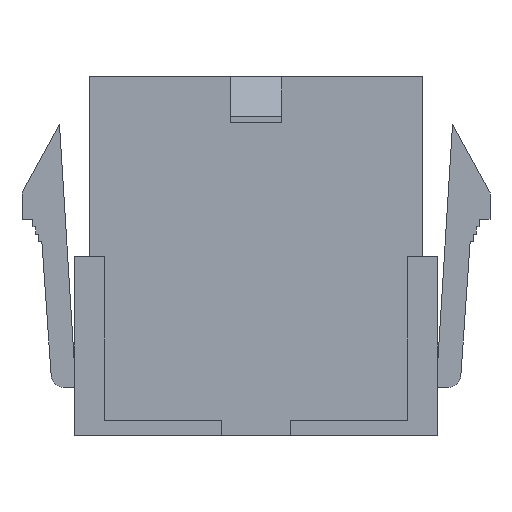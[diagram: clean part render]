
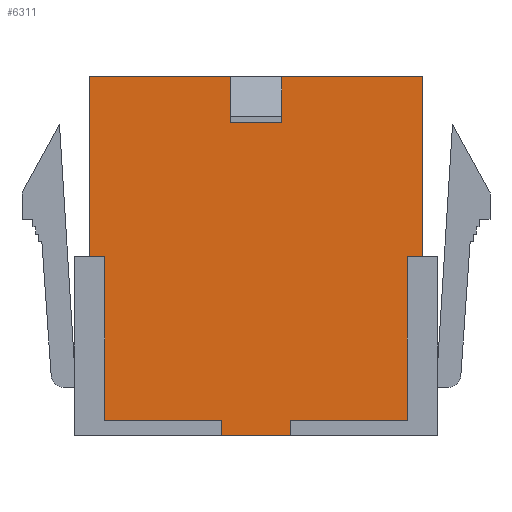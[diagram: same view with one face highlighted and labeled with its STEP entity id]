
A CAD part, front view. The second image highlights one B-rep face of the part: STEP entity #6311.
In plain terms, the highlighted planar face has unit normal (0, -1, 0).
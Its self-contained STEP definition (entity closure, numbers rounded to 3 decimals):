
#555=ORIENTED_EDGE('',*,*,#2317,.T.);
#556=ORIENTED_EDGE('',*,*,#2050,.T.);
#557=ORIENTED_EDGE('',*,*,#2304,.F.);
#558=ORIENTED_EDGE('',*,*,#2318,.T.);
#559=ORIENTED_EDGE('',*,*,#2319,.T.);
#560=ORIENTED_EDGE('',*,*,#2320,.F.);
#561=ORIENTED_EDGE('',*,*,#2321,.T.);
#562=ORIENTED_EDGE('',*,*,#2020,.F.);
#563=ORIENTED_EDGE('',*,*,#2322,.F.);
#564=ORIENTED_EDGE('',*,*,#2323,.T.);
#565=ORIENTED_EDGE('',*,*,#2316,.F.);
#566=ORIENTED_EDGE('',*,*,#2324,.F.);
#567=ORIENTED_EDGE('',*,*,#1936,.T.);
#568=ORIENTED_EDGE('',*,*,#2052,.T.);
#569=ORIENTED_EDGE('',*,*,#2325,.F.);
#570=ORIENTED_EDGE('',*,*,#2326,.F.);
#1936=EDGE_CURVE('',#2850,#2849,#3441,.T.);
#2020=EDGE_CURVE('',#2925,#2926,#3525,.T.);
#2050=EDGE_CURVE('',#2955,#2954,#3555,.T.);
#2052=EDGE_CURVE('',#2849,#2956,#3557,.T.);
#2304=EDGE_CURVE('',#3168,#2954,#3809,.T.);
#2316=EDGE_CURVE('',#3178,#3175,#3821,.T.);
#2317=EDGE_CURVE('',#3179,#2955,#3822,.T.);
#2318=EDGE_CURVE('',#3168,#3180,#3823,.T.);
#2319=EDGE_CURVE('',#3180,#3181,#3824,.T.);
#2320=EDGE_CURVE('',#3182,#3181,#3825,.T.);
#2321=EDGE_CURVE('',#3182,#2926,#3826,.T.);
#2322=EDGE_CURVE('',#3183,#2925,#3827,.T.);
#2323=EDGE_CURVE('',#3183,#3175,#3828,.T.);
#2324=EDGE_CURVE('',#2850,#3178,#3829,.T.);
#2325=EDGE_CURVE('',#3184,#2956,#3830,.T.);
#2326=EDGE_CURVE('',#3179,#3184,#3831,.T.);
#2849=VERTEX_POINT('',#8633);
#2850=VERTEX_POINT('',#8635);
#2925=VERTEX_POINT('',#8808);
#2926=VERTEX_POINT('',#8810);
#2954=VERTEX_POINT('',#8868);
#2955=VERTEX_POINT('',#8870);
#2956=VERTEX_POINT('',#8872);
#3168=VERTEX_POINT('',#9393);
#3175=VERTEX_POINT('',#9413);
#3178=VERTEX_POINT('',#9418);
#3179=VERTEX_POINT('',#9422);
#3180=VERTEX_POINT('',#9424);
#3181=VERTEX_POINT('',#9426);
#3182=VERTEX_POINT('',#9428);
#3183=VERTEX_POINT('',#9431);
#3184=VERTEX_POINT('',#9435);
#3441=LINE('',#8634,#4346);
#3525=LINE('',#8809,#4430);
#3555=LINE('',#8869,#4460);
#3557=LINE('',#8873,#4462);
#3809=LINE('',#9394,#4714);
#3821=LINE('',#9419,#4726);
#3822=LINE('',#9421,#4727);
#3823=LINE('',#9423,#4728);
#3824=LINE('',#9425,#4729);
#3825=LINE('',#9427,#4730);
#3826=LINE('',#9429,#4731);
#3827=LINE('',#9430,#4732);
#3828=LINE('',#9432,#4733);
#3829=LINE('',#9433,#4734);
#3830=LINE('',#9434,#4735);
#3831=LINE('',#9436,#4736);
#4346=VECTOR('',#6994,1000.);
#4430=VECTOR('',#7108,1000.);
#4460=VECTOR('',#7140,1000.);
#4462=VECTOR('',#7142,1000.);
#4714=VECTOR('',#7508,1000.);
#4726=VECTOR('',#7526,1000.);
#4727=VECTOR('',#7529,1000.);
#4728=VECTOR('',#7530,1000.);
#4729=VECTOR('',#7531,1000.);
#4730=VECTOR('',#7532,1000.);
#4731=VECTOR('',#7533,1000.);
#4732=VECTOR('',#7534,1000.);
#4733=VECTOR('',#7535,1000.);
#4734=VECTOR('',#7536,1000.);
#4735=VECTOR('',#7537,1000.);
#4736=VECTOR('',#7538,1000.);
#5302=EDGE_LOOP('',(#555,#556,#557,#558,#559,#560,#561,#562,#563,#564,#565,
#566,#567,#568,#569,#570));
#5649=FACE_BOUND('',#5302,.T.);
#5984=PLANE('',#6667);
#6311=ADVANCED_FACE('',(#5649),#5984,.T.);
#6667=AXIS2_PLACEMENT_3D('',#9420,#7527,#7528);
#6994=DIRECTION('',(0.,0.,1.));
#7108=DIRECTION('',(-1.,0.,0.));
#7140=DIRECTION('',(-1.,0.,0.));
#7142=DIRECTION('',(-1.,0.,0.));
#7508=DIRECTION('',(0.,0.,1.));
#7526=DIRECTION('',(0.,0.,-1.));
#7527=DIRECTION('',(0.,-1.,0.));
#7528=DIRECTION('',(0.,0.,-1.));
#7529=DIRECTION('',(0.,0.,1.));
#7530=DIRECTION('',(1.,0.,0.));
#7531=DIRECTION('',(0.,0.,-1.));
#7532=DIRECTION('',(-1.,0.,0.));
#7533=DIRECTION('',(0.,0.,-1.));
#7534=DIRECTION('',(0.,0.,-1.));
#7535=DIRECTION('',(1.,0.,0.));
#7536=DIRECTION('',(-1.,0.,0.));
#7537=DIRECTION('',(0.,0.,1.));
#7538=DIRECTION('',(1.,0.,0.));
#8633=CARTESIAN_POINT('',(11.1,-2.7,11.95));
#8634=CARTESIAN_POINT('',(11.1,-2.7,-11.95));
#8635=CARTESIAN_POINT('',(11.1,-2.7,-0.05));
#8808=CARTESIAN_POINT('',(2.3,-2.7,-11.95));
#8809=CARTESIAN_POINT('',(11.1,-2.7,-11.95));
#8810=CARTESIAN_POINT('',(-2.3,-2.7,-11.95));
#8868=CARTESIAN_POINT('',(-11.1,-2.7,11.95));
#8869=CARTESIAN_POINT('',(11.1,-2.7,11.95));
#8870=CARTESIAN_POINT('',(-1.7,-2.7,11.95));
#8872=CARTESIAN_POINT('',(1.7,-2.7,11.95));
#8873=CARTESIAN_POINT('',(11.1,-2.7,11.95));
#9393=CARTESIAN_POINT('',(-11.1,-2.7,-0.05));
#9394=CARTESIAN_POINT('',(-11.1,-2.7,-11.95));
#9413=CARTESIAN_POINT('',(10.1,-2.7,-10.95));
#9418=CARTESIAN_POINT('',(10.1,-2.7,-0.05));
#9419=CARTESIAN_POINT('',(10.1,-2.7,-0.05));
#9420=CARTESIAN_POINT('',(11.1,-2.7,-11.95));
#9421=CARTESIAN_POINT('',(-1.7,-2.7,8.9));
#9422=CARTESIAN_POINT('',(-1.7,-2.7,8.9));
#9423=CARTESIAN_POINT('',(-11.1,-2.7,-0.05));
#9424=CARTESIAN_POINT('',(-10.1,-2.7,-0.05));
#9425=CARTESIAN_POINT('',(-10.1,-2.7,-0.05));
#9426=CARTESIAN_POINT('',(-10.1,-2.7,-10.95));
#9427=CARTESIAN_POINT('',(-2.3,-2.7,-10.95));
#9428=CARTESIAN_POINT('',(-2.3,-2.7,-10.95));
#9429=CARTESIAN_POINT('',(-2.3,-2.7,-10.95));
#9430=CARTESIAN_POINT('',(2.3,-2.7,-10.95));
#9431=CARTESIAN_POINT('',(2.3,-2.7,-10.95));
#9432=CARTESIAN_POINT('',(2.3,-2.7,-10.95));
#9433=CARTESIAN_POINT('',(11.1,-2.7,-0.05));
#9434=CARTESIAN_POINT('',(1.7,-2.7,8.9));
#9435=CARTESIAN_POINT('',(1.7,-2.7,8.9));
#9436=CARTESIAN_POINT('',(-1.7,-2.7,8.9));
